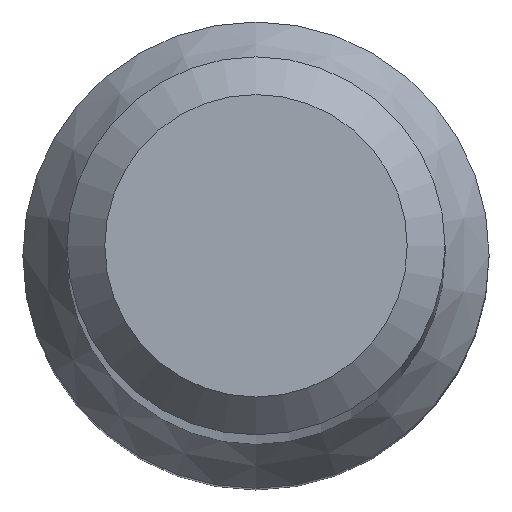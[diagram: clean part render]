
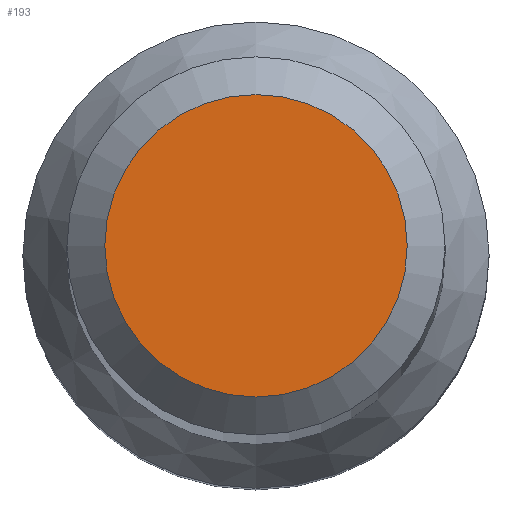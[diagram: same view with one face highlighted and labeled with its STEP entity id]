
A CAD part, top view. The second image highlights one B-rep face of the part: STEP entity #193.
In plain terms, the highlighted planar face has unit normal (0, 0, 1).
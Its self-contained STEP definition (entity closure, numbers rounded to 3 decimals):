
#13 = CARTESIAN_POINT ( 'NONE',  ( 0., 0., 101. ) ) ;
#23 = EDGE_LOOP ( 'NONE', ( #211 ) ) ;
#32 = VERTEX_POINT ( 'NONE', #120 ) ;
#37 = AXIS2_PLACEMENT_3D ( 'NONE', #13, #121, #106 ) ;
#67 = FACE_OUTER_BOUND ( 'NONE', #23, .T. ) ;
#91 = DIRECTION ( 'NONE',  ( 0., 1., 0. ) ) ;
#106 = DIRECTION ( 'NONE',  ( 0., 1., 0. ) ) ;
#120 = CARTESIAN_POINT ( 'NONE',  ( 0., 2.4, 101. ) ) ;
#121 = DIRECTION ( 'NONE',  ( 0., 0., -1. ) ) ;
#142 = CIRCLE ( 'NONE', #37, 2.4 ) ;
#146 = AXIS2_PLACEMENT_3D ( 'NONE', #198, #158, #91 ) ;
#158 = DIRECTION ( 'NONE',  ( 0., 0., -1. ) ) ;
#186 = EDGE_CURVE ( 'NONE', #32, #32, #142, .T. ) ;
#193 = ADVANCED_FACE ( 'NONE', ( #67 ), #235, .F. ) ;
#198 = CARTESIAN_POINT ( 'NONE',  ( 0., 0., 101. ) ) ;
#211 = ORIENTED_EDGE ( 'NONE', *, *, #186, .F. ) ;
#235 = PLANE ( 'NONE',  #146 ) ;
